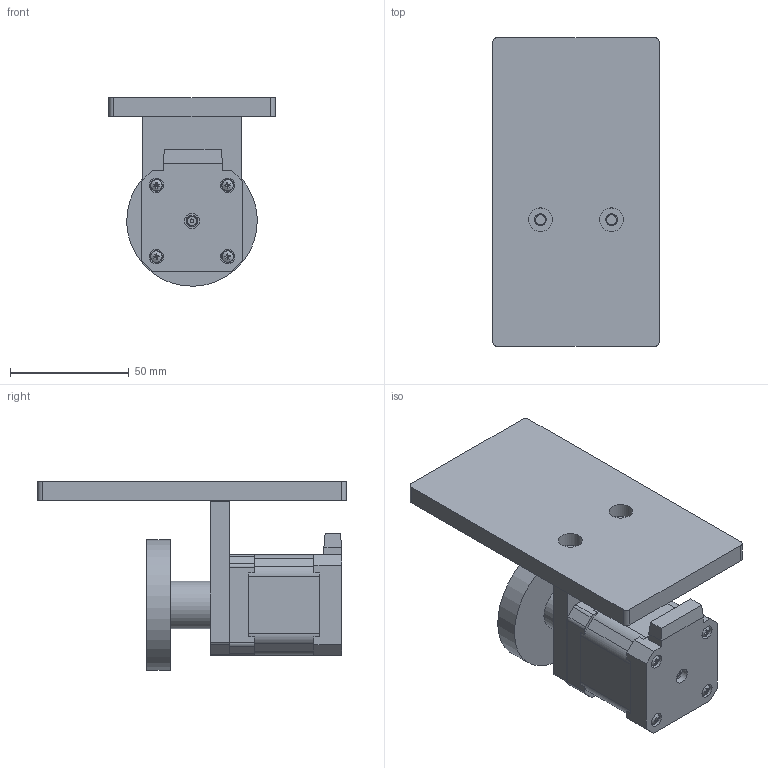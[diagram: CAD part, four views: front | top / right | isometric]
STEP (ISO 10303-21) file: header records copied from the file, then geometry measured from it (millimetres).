
FILE_DESCRIPTION (( 'STEP AP214' ), '1' );
FILE_NAME ('Ass - Modul1A.STEP', '2026-01-19T07:07:28', ( '' ), ( '' ), 'SwSTEP 2.0', 'SolidWorks 2016', '' );
FILE_SCHEMA (( 'AUTOMOTIVE_DESIGN' ));
Length unit declared in the file: millimetre
Products named in the file (6): stepper motor NEMA 17; Magnetic coupler 1A; Ass - Modul1A; nema 17 base; Magnet 6x3; nema 17 adapter
Assembly tree (8 placements, depth 2):
  Ass - Modul1A
    nema 17 adapter
    stepper motor NEMA 17
    nema 17 base
    Magnetic coupler 1A
    Magnet 6x3  x4
Bounding box: 70 x 130 x 79.33 mm (x, y, z)
Volume: 194887.6 mm3; surface area: 60966.7 mm2
Topology: 13 solids, 14 shells, 367 faces, 844 edges, 547 vertices
Faces by surface type: plane 254, cylinder 85, bspline 11, torus 9, cone 8
Full cylindrical faces by diameter (mm): 1.65 x2, 2.5 x10, 2.9 x4, 3 x4, 4.2 x2, 5 x12, 5.95 x4, 6 x8, 6.5 x2, 7.5 x4, 10 x2, 20 x1, 22 x1, 32 x1, 33 x1, 55 x1
Entity records: 13466 total; most frequent: CARTESIAN_POINT 2403, DIRECTION 1572, ORIENTED_EDGE 1470, EDGE_CURVE 735, AXIS2_PLACEMENT_3D 544, VERTEX_POINT 523, EDGE_LOOP 508, LINE 484
